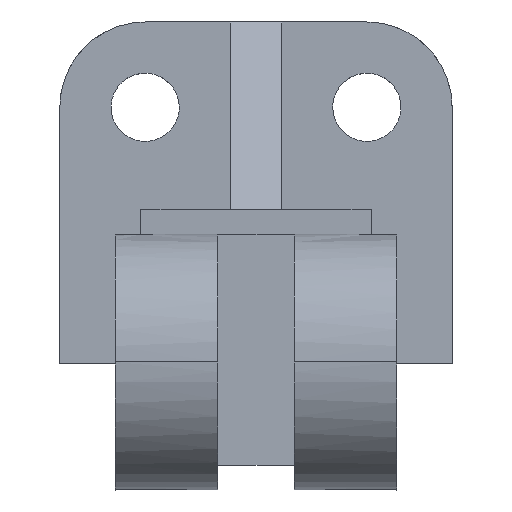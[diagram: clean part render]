
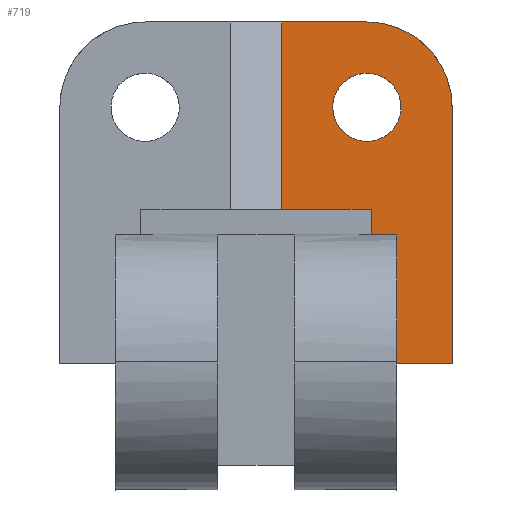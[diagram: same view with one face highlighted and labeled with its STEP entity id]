
A CAD part, top view. The second image highlights one B-rep face of the part: STEP entity #719.
In plain terms, the highlighted free-form (B-spline) face has degree [1, 1] with [2, 2] control points.
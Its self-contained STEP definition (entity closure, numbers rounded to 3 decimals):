
#24 = VERTEX_POINT('',#25);
#25 = CARTESIAN_POINT('',(35.907,63.364,
    19.009));
#30 = EDGE_CURVE('',#31,#24,#33,.T.);
#31 = VERTEX_POINT('',#32);
#32 = CARTESIAN_POINT('',(19.009,63.364,
    19.009));
#33 = ( BOUNDED_CURVE() B_SPLINE_CURVE(2,(#34,#35,#36,#37,#38),
.UNSPECIFIED.,.F.,.F.) B_SPLINE_CURVE_WITH_KNOTS((3,2,3),(3.142,
4.712,6.283),.PIECEWISE_BEZIER_KNOTS.) CURVE() 
GEOMETRIC_REPRESENTATION_ITEM() RATIONAL_B_SPLINE_CURVE((1.,
0.707,1.,0.707,1.)) REPRESENTATION_ITEM('') );
#34 = CARTESIAN_POINT('',(19.009,63.364,
    19.009));
#35 = CARTESIAN_POINT('',(19.009,54.916,
    19.009));
#36 = CARTESIAN_POINT('',(27.458,54.916,19.009
    ));
#37 = CARTESIAN_POINT('',(35.907,54.916,
    19.009));
#38 = CARTESIAN_POINT('',(35.907,63.364,
    19.009));
#719 = ADVANCED_FACE('',(#720,#731),#783,.F.);
#720 = FACE_BOUND('',#721,.T.);
#721 = EDGE_LOOP('',(#722,#730));
#722 = ORIENTED_EDGE('',*,*,#723,.F.);
#723 = EDGE_CURVE('',#24,#31,#724,.T.);
#724 = ( BOUNDED_CURVE() B_SPLINE_CURVE(2,(#725,#726,#727,#728,#729),
.UNSPECIFIED.,.F.,.F.) B_SPLINE_CURVE_WITH_KNOTS((3,2,3),(0.,
1.571,3.142),.PIECEWISE_BEZIER_KNOTS.) CURVE() 
GEOMETRIC_REPRESENTATION_ITEM() RATIONAL_B_SPLINE_CURVE((1.,
0.707,1.,0.707,1.)) REPRESENTATION_ITEM('') );
#725 = CARTESIAN_POINT('',(35.907,63.364,
    19.009));
#726 = CARTESIAN_POINT('',(35.907,71.813,
    19.009));
#727 = CARTESIAN_POINT('',(27.458,71.813,
    19.009));
#728 = CARTESIAN_POINT('',(19.009,71.813,
    19.009));
#729 = CARTESIAN_POINT('',(19.009,63.364,
    19.009));
#730 = ORIENTED_EDGE('',*,*,#30,.F.);
#731 = FACE_BOUND('',#732,.T.);
#732 = EDGE_LOOP('',(#733,#742,#749,#756,#763,#770,#777));
#733 = ORIENTED_EDGE('',*,*,#734,.T.);
#734 = EDGE_CURVE('',#735,#737,#739,.T.);
#735 = VERTEX_POINT('',#736);
#736 = CARTESIAN_POINT('',(27.458,84.486,19.009
    ));
#737 = VERTEX_POINT('',#738);
#738 = CARTESIAN_POINT('',(6.336,84.486,19.009
    ));
#739 = B_SPLINE_CURVE_WITH_KNOTS('',1,(#740,#741),.UNSPECIFIED.,.F.,.F.,
  (2,2),(-72.,-52.),.PIECEWISE_BEZIER_KNOTS.);
#740 = CARTESIAN_POINT('',(27.458,84.486,19.009
    ));
#741 = CARTESIAN_POINT('',(6.336,84.486,19.009
    ));
#742 = ORIENTED_EDGE('',*,*,#743,.T.);
#743 = EDGE_CURVE('',#737,#744,#746,.T.);
#744 = VERTEX_POINT('',#745);
#745 = CARTESIAN_POINT('',(6.336,38.019,
    19.009));
#746 = B_SPLINE_CURVE_WITH_KNOTS('',1,(#747,#748),.UNSPECIFIED.,.F.,.F.,
  (2,2),(-80.,-36.),.PIECEWISE_BEZIER_KNOTS.);
#747 = CARTESIAN_POINT('',(6.336,84.486,19.009
    ));
#748 = CARTESIAN_POINT('',(6.336,38.019,
    19.009));
#749 = ORIENTED_EDGE('',*,*,#750,.F.);
#750 = EDGE_CURVE('',#751,#744,#753,.T.);
#751 = VERTEX_POINT('',#752);
#752 = CARTESIAN_POINT('',(28.514,38.019,
    19.009));
#753 = B_SPLINE_CURVE_WITH_KNOTS('',1,(#754,#755),.UNSPECIFIED.,.F.,.F.,
  (2,2),(-0.,21.),.PIECEWISE_BEZIER_KNOTS.);
#754 = CARTESIAN_POINT('',(28.514,38.019,
    19.009));
#755 = CARTESIAN_POINT('',(6.336,38.019,
    19.009));
#756 = ORIENTED_EDGE('',*,*,#757,.T.);
#757 = EDGE_CURVE('',#751,#758,#760,.T.);
#758 = VERTEX_POINT('',#759);
#759 = CARTESIAN_POINT('',(28.514,0.,
    19.009));
#760 = B_SPLINE_CURVE_WITH_KNOTS('',1,(#761,#762),.UNSPECIFIED.,.F.,.F.,
  (2,2),(-36.,0.),.PIECEWISE_BEZIER_KNOTS.);
#761 = CARTESIAN_POINT('',(28.514,38.019,
    19.009));
#762 = CARTESIAN_POINT('',(28.514,0.,
    19.009));
#763 = ORIENTED_EDGE('',*,*,#764,.T.);
#764 = EDGE_CURVE('',#758,#765,#767,.T.);
#765 = VERTEX_POINT('',#766);
#766 = CARTESIAN_POINT('',(48.579,0.,
    19.009));
#767 = B_SPLINE_CURVE_WITH_KNOTS('',1,(#768,#769),.UNSPECIFIED.,.F.,.F.,
  (2,2),(73.,92.),.PIECEWISE_BEZIER_KNOTS.);
#768 = CARTESIAN_POINT('',(28.514,0.,
    19.009));
#769 = CARTESIAN_POINT('',(48.579,0.,
    19.009));
#770 = ORIENTED_EDGE('',*,*,#771,.T.);
#771 = EDGE_CURVE('',#765,#772,#774,.T.);
#772 = VERTEX_POINT('',#773);
#773 = CARTESIAN_POINT('',(48.579,63.364,
    19.009));
#774 = B_SPLINE_CURVE_WITH_KNOTS('',1,(#775,#776),.UNSPECIFIED.,.F.,.F.,
  (2,2),(0.,60.),.PIECEWISE_BEZIER_KNOTS.);
#775 = CARTESIAN_POINT('',(48.579,0.,
    19.009));
#776 = CARTESIAN_POINT('',(48.579,63.364,
    19.009));
#777 = ORIENTED_EDGE('',*,*,#778,.T.);
#778 = EDGE_CURVE('',#772,#735,#779,.T.);
#779 = ( BOUNDED_CURVE() B_SPLINE_CURVE(2,(#780,#781,#782),
.UNSPECIFIED.,.F.,.F.) B_SPLINE_CURVE_WITH_KNOTS((3,3),(3.142,
4.712),.PIECEWISE_BEZIER_KNOTS.) CURVE() 
GEOMETRIC_REPRESENTATION_ITEM() RATIONAL_B_SPLINE_CURVE((1.,
0.707,1.)) REPRESENTATION_ITEM('') );
#780 = CARTESIAN_POINT('',(48.579,63.364,
    19.009));
#781 = CARTESIAN_POINT('',(48.579,84.486,
    19.009));
#782 = CARTESIAN_POINT('',(27.458,84.486,19.009
    ));
#783 = B_SPLINE_SURFACE_WITH_KNOTS('',1,1,(
    (#784,#785)
    ,(#786,#787
    )),.UNSPECIFIED.,.F.,.F.,.F.,(2,2),(2,2),(-46.,-6.),(
    0.,80.),.PIECEWISE_BEZIER_KNOTS.);
#784 = CARTESIAN_POINT('',(48.579,0.,
    19.009));
#785 = CARTESIAN_POINT('',(48.579,84.486,
    19.009));
#786 = CARTESIAN_POINT('',(6.336,0.,
    19.009));
#787 = CARTESIAN_POINT('',(6.336,84.486,19.009
    ));
